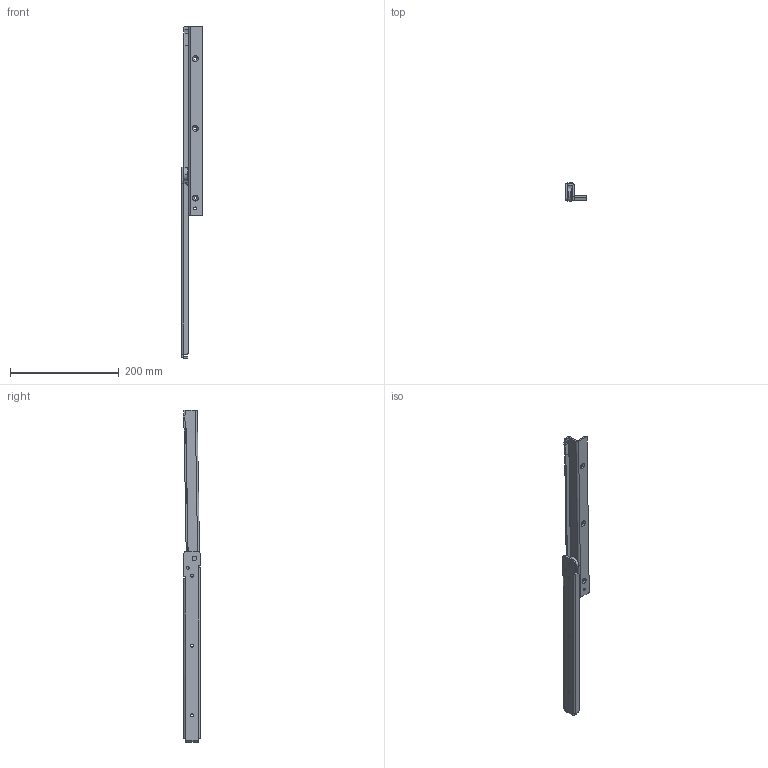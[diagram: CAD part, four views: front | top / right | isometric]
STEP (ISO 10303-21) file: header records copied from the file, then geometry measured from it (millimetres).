
FILE_DESCRIPTION (( 'STEP AP214' ), '1' );
FILE_NAME ('206.350-GA.0000_open.STEP', '2023-02-16T10:09:29', ( '' ), ( '' ), 'SwSTEP 2.0', 'SolidWorks 2020', '' );
FILE_SCHEMA (( 'AUTOMOTIVE_DESIGN' ));
Length unit declared in the file: millimetre
Products named in the file (14): Kﾄ-026; kugel_›   3,968750    (5.32"); GR-001; FUL-026 + B04-004 + GR-001_vernietet Mat. 3 mm; IR-026; 206.XXX-03.0000_NL 350; 206.XXX-01.A014_350mm; DE-026; FUL-026; 206.XXX-01.0000_NL 350; B04-004_B04-004 vernietet Mat. 3 mm; 206.XXX-03.S223_350mm; 206.350-GA.0000_open; AR-026_standard
Assembly tree (21 placements, depth 5):
  206.350-GA.0000_open
    206.XXX-01.0000_NL 350
      206.XXX-01.A014_350mm
      FUL-026 + B04-004 + GR-001_vernietet Mat. 3 mm
        FUL-026
          IR-026
          kugel_›   3,968750    (5.32")  x7
          Kﾄ-026
          DE-026  x2
          AR-026_standard
        GR-001
        B04-004_B04-004 vernietet Mat. 3 mm
    206.XXX-03.0000_NL 350
      206.XXX-03.S223_350mm
      FUL-026 + B04-004 + GR-001_vernietet Mat. 3 mm
        FUL-026
          IR-026
          kugel_›   3,968750    (5.32")  x7
          Kﾄ-026
          DE-026  x2
          AR-026_standard
        GR-001
        B04-004_B04-004 vernietet Mat. 3 mm
Bounding box: 38.5 x 32.98 x 609.35 mm (x, y, z)
Volume: 107052.1 mm3; surface area: 82467.5 mm2
Topology: 30 solids, 30 shells, 833 faces, 2018 edges, 1263 vertices
Faces by surface type: cylinder 238, plane 202, torus 138, sphere 126, cone 124, bspline 5
Entity records: 14823 total; most frequent: CARTESIAN_POINT 3528, DIRECTION 2405, ORIENTED_EDGE 2134, EDGE_CURVE 1067, AXIS2_PLACEMENT_3D 1010, VERTEX_POINT 666, CIRCLE 546, EDGE_LOOP 497
